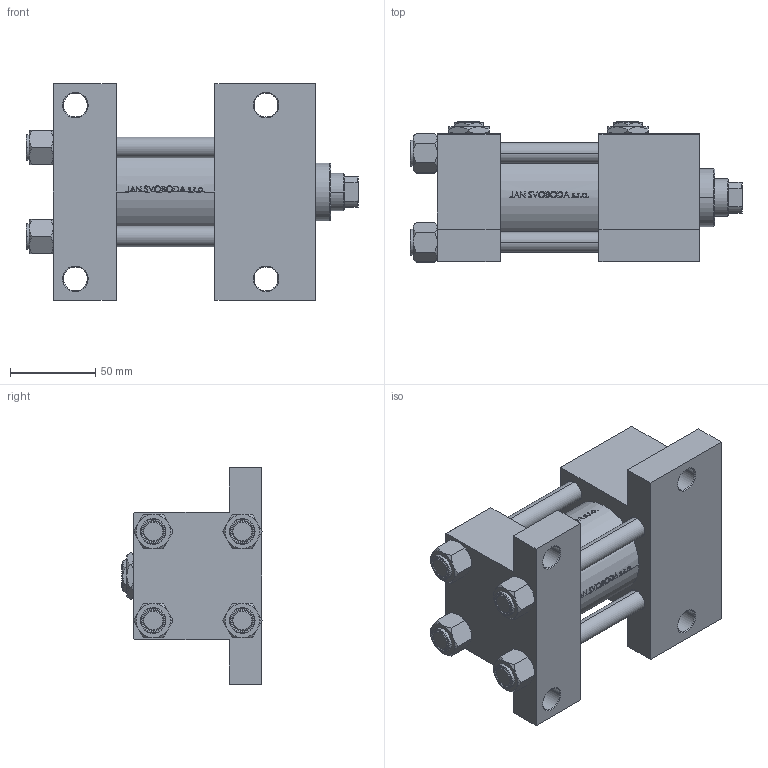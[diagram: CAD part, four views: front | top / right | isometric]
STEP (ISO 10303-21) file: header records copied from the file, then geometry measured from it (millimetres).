
FILE_DESCRIPTION (( 'STEP AP203' ), '1' );
FILE_NAME ('aac4.STEP', '2022-05-13T13:56:51', ( '' ), ( '' ), 'SwSTEP 2.0', 'SolidWorks 2019', '' );
FILE_SCHEMA (( 'CONFIG_CONTROL_DESIGN' ));
Length unit declared in the file: millimetre
Products named in the file (7): V215CR_G_TYCINKA 3b8261c2b9556df195e65ec22f4de240; V215CR_VCP_G 3b8261c2b9556df195e65ec22f4de240; NUT_M5_G 3b8261c2b9556df195e65ec22f4de240; V215CR_G_Body 3b8261c2b9556df195e65ec22f4de240; Zatka_pro_OIL_PORT 3b8261c2b9556df195e65ec22f4de240; aac4; V215_VC_A 3b8261c2b9556df195e65ec22f4de240
Assembly tree (17 placements, depth 2):
  aac4
    V215CR_G_Body 3b8261c2b9556df195e65ec22f4de240
    V215CR_VCP_G 3b8261c2b9556df195e65ec22f4de240
    V215CR_G_TYCINKA 3b8261c2b9556df195e65ec22f4de240  x6
    NUT_M5_G 3b8261c2b9556df195e65ec22f4de240  x6
    V215_VC_A 3b8261c2b9556df195e65ec22f4de240
    Zatka_pro_OIL_PORT 3b8261c2b9556df195e65ec22f4de240  x2
Bounding box: 195 x 82.27 x 127 mm (x, y, z)
Volume: 791785.2 mm3; surface area: 176375.4 mm2
Topology: 17 solids, 17 shells, 1252 faces, 3108 edges, 1977 vertices
Faces by surface type: plane 496, bspline 380, cone 228, cylinder 136, torus 12
Entity records: 49017 total; most frequent: CARTESIAN_POINT 26336, ORIENTED_EDGE 5180, DIRECTION 3204, EDGE_CURVE 2590, VERTEX_POINT 1679, VECTOR 1326, LINE 1326, EDGE_LOOP 1111
